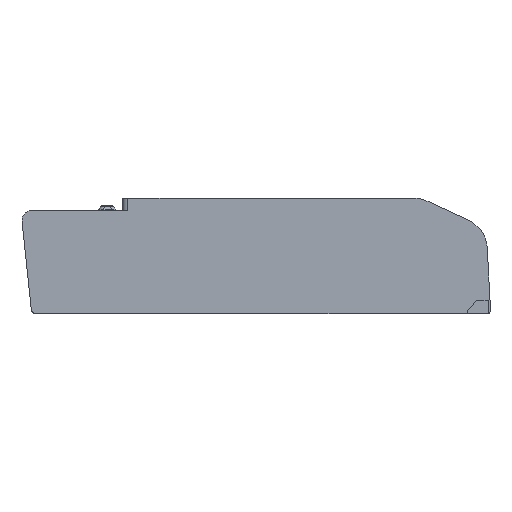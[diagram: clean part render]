
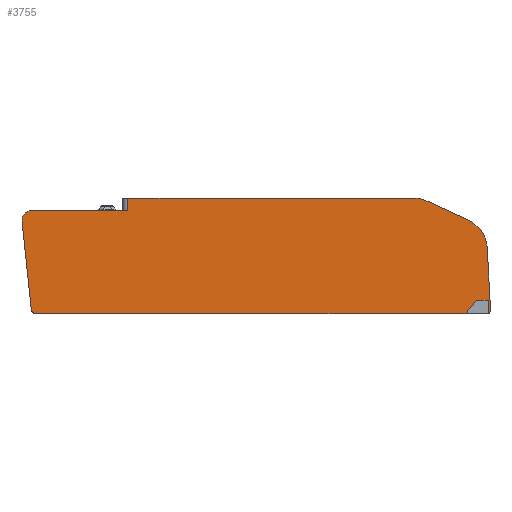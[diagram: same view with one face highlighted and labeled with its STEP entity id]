
A CAD part, left-side view. The second image highlights one B-rep face of the part: STEP entity #3755.
In plain terms, the highlighted planar face has unit normal (-1, 0, 0).
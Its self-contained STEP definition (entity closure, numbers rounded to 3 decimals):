
#159=CARTESIAN_POINT('',(0.95,0.25,0.25));
#160=DIRECTION('',(-1.,0.,0.));
#161=DIRECTION('',(0.,-0.2,-0.98));
#162=AXIS2_PLACEMENT_3D('',#159,#160,#161);
#190=DIRECTION('',(0.,0.,-1.));
#191=VECTOR('',#190,1.495);
#192=CARTESIAN_POINT('',(0.95,0.2,1.5));
#193=LINE('',#192,#191);
#210=DIRECTION('',(0.,0.052,0.999));
#211=VECTOR('',#210,5.908);
#212=CARTESIAN_POINT('',(0.95,0.,1.5));
#213=LINE('',#212,#211);
#214=DIRECTION('',(0.,-1.,0.));
#215=VECTOR('',#214,1.3);
#216=CARTESIAN_POINT('',(0.95,1.5,1.5));
#217=LINE('',#216,#215);
#218=DIRECTION('',(0.,0.643,-0.766));
#219=VECTOR('',#218,1.632);
#220=CARTESIAN_POINT('',(0.95,1.5,1.5));
#221=LINE('',#220,#219);
#222=DIRECTION('',(0.,0.,1.));
#223=VECTOR('',#222,0.25);
#224=CARTESIAN_POINT('',(0.95,2.55,0.));
#225=LINE('',#224,#223);
#226=DIRECTION('',(0.,1.,0.));
#227=VECTOR('',#226,48.067);
#228=CARTESIAN_POINT('',(0.95,2.55,0.));
#229=LINE('',#228,#227);
#230=CARTESIAN_POINT('',(0.95,50.617,0.5));
#231=DIRECTION('',(-1.,0.,0.));
#232=DIRECTION('',(0.,0.995,-0.105));
#233=AXIS2_PLACEMENT_3D('',#230,#231,#232);
#235=DIRECTION('',(0.,-0.105,-0.995));
#236=VECTOR('',#235,9.907);
#237=CARTESIAN_POINT('',(0.95,52.15,10.3));
#238=LINE('',#237,#236);
#239=DIRECTION('',(0.,0.,1.));
#240=VECTOR('',#239,0.18);
#241=CARTESIAN_POINT('',(0.95,52.15,10.3));
#242=LINE('',#241,#240);
#243=CARTESIAN_POINT('',(0.95,51.15,10.48));
#244=DIRECTION('',(-1.,0.,0.));
#245=DIRECTION('',(0.,0.,1.));
#246=AXIS2_PLACEMENT_3D('',#243,#244,#245);
#248=DIRECTION('',(0.,0.,-1.));
#249=VECTOR('',#248,1.42);
#250=CARTESIAN_POINT('',(0.95,40.35,12.9));
#251=LINE('',#250,#249);
#252=DIRECTION('',(0.,1.,0.));
#253=VECTOR('',#252,31.753);
#254=CARTESIAN_POINT('',(0.95,8.597,12.9));
#255=LINE('',#254,#253);
#256=CARTESIAN_POINT('',(0.95,8.597,8.9));
#257=DIRECTION('',(-1.,0.,0.));
#258=DIRECTION('',(0.,-0.423,0.906));
#259=AXIS2_PLACEMENT_3D('',#256,#257,#258);
#261=DIRECTION('',(0.,0.906,0.423));
#262=VECTOR('',#261,5.055);
#263=CARTESIAN_POINT('',(0.95,2.325,10.389));
#264=LINE('',#263,#262);
#265=CARTESIAN_POINT('',(0.95,3.804,7.217));
#266=DIRECTION('',(-1.,0.,0.));
#267=DIRECTION('',(0.,-0.999,0.052));
#268=AXIS2_PLACEMENT_3D('',#265,#266,#267);
#282=DIRECTION('',(0.,0.,1.));
#283=VECTOR('',#282,1.25);
#284=CARTESIAN_POINT('',(0.95,0.,0.25));
#285=LINE('',#284,#283);
#1378=DIRECTION('',(0.,1.,0.));
#1379=VECTOR('',#1378,10.8);
#1380=CARTESIAN_POINT('',(0.95,40.35,11.48));
#1381=LINE('',#1380,#1379);
#2720=CARTESIAN_POINT('',(0.95,1.5,1.5));
#2721=CARTESIAN_POINT('',(0.95,2.55,0.25));
#2722=VERTEX_POINT('',#2720);
#2723=VERTEX_POINT('',#2721);
#2724=CARTESIAN_POINT('',(0.95,2.55,0.));
#2726=VERTEX_POINT('',#2724);
#2729=CARTESIAN_POINT('',(0.95,52.15,10.3));
#2731=VERTEX_POINT('',#2729);
#2752=CARTESIAN_POINT('',(0.95,6.907,12.525));
#2753=VERTEX_POINT('',#2752);
#2754=CARTESIAN_POINT('',(0.95,8.597,12.9));
#2755=VERTEX_POINT('',#2754);
#2760=CARTESIAN_POINT('',(0.95,0.309,7.4));
#2761=VERTEX_POINT('',#2760);
#2762=CARTESIAN_POINT('',(0.95,2.325,10.389));
#2763=VERTEX_POINT('',#2762);
#2768=CARTESIAN_POINT('',(0.95,51.15,11.48));
#2769=VERTEX_POINT('',#2768);
#2770=CARTESIAN_POINT('',(0.95,52.15,10.48));
#2771=VERTEX_POINT('',#2770);
#3377=CARTESIAN_POINT('',(0.95,40.35,12.9));
#3378=VERTEX_POINT('',#3377);
#3379=CARTESIAN_POINT('',(0.95,40.35,11.48));
#3380=VERTEX_POINT('',#3379);
#3401=CARTESIAN_POINT('',(0.95,51.114,0.448));
#3402=VERTEX_POINT('',#3401);
#3403=CARTESIAN_POINT('',(0.95,50.617,0.));
#3404=VERTEX_POINT('',#3403);
#3417=CARTESIAN_POINT('',(0.95,0.,0.25));
#3418=CARTESIAN_POINT('',(0.95,0.,1.5));
#3419=VERTEX_POINT('',#3417);
#3420=VERTEX_POINT('',#3418);
#3423=CARTESIAN_POINT('',(0.95,0.2,1.5));
#3424=VERTEX_POINT('',#3423);
#3427=CARTESIAN_POINT('',(0.95,0.2,0.005));
#3428=VERTEX_POINT('',#3427);
#3718=CARTESIAN_POINT('',(0.95,26.15,6.45));
#3719=DIRECTION('',(-1.,0.,0.));
#3720=DIRECTION('',(0.,-1.,0.));
#3721=AXIS2_PLACEMENT_3D('',#3718,#3719,#3720);
#3722=PLANE('',#3721);
#3724=ORIENTED_EDGE('',*,*,#3723,.F.);
#3726=ORIENTED_EDGE('',*,*,#3725,.F.);
#3727=ORIENTED_EDGE('',*,*,#3637,.F.);
#3728=ORIENTED_EDGE('',*,*,#3671,.F.);
#3729=ORIENTED_EDGE('',*,*,#3686,.F.);
#3730=ORIENTED_EDGE('',*,*,#3699,.T.);
#3731=ORIENTED_EDGE('',*,*,#3711,.F.);
#3732=ORIENTED_EDGE('',*,*,#3480,.T.);
#3734=ORIENTED_EDGE('',*,*,#3733,.F.);
#3736=ORIENTED_EDGE('',*,*,#3735,.F.);
#3738=ORIENTED_EDGE('',*,*,#3737,.T.);
#3740=ORIENTED_EDGE('',*,*,#3739,.F.);
#3742=ORIENTED_EDGE('',*,*,#3741,.F.);
#3744=ORIENTED_EDGE('',*,*,#3743,.F.);
#3746=ORIENTED_EDGE('',*,*,#3745,.F.);
#3748=ORIENTED_EDGE('',*,*,#3747,.F.);
#3750=ORIENTED_EDGE('',*,*,#3749,.F.);
#3752=ORIENTED_EDGE('',*,*,#3751,.F.);
#3753=EDGE_LOOP('',(#3724,#3726,#3727,#3728,#3729,#3730,#3731,#3732,#3734,#3736,
#3738,#3740,#3742,#3744,#3746,#3748,#3750,#3752));
#3754=FACE_OUTER_BOUND('',#3753,.F.);
#3755=ADVANCED_FACE('',(#3754),#3722,.T.);
#163=CIRCLE('',#162,0.25);
#234=CIRCLE('',#233,0.5);
#247=CIRCLE('',#246,1.);
#260=CIRCLE('',#259,4.);
#269=CIRCLE('',#268,3.5);
#3480=EDGE_CURVE('',#2726,#3404,#229,.T.);
#3637=EDGE_CURVE('',#3428,#3419,#163,.T.);
#3671=EDGE_CURVE('',#3424,#3428,#193,.T.);
#3686=EDGE_CURVE('',#2722,#3424,#217,.T.);
#3699=EDGE_CURVE('',#2722,#2723,#221,.T.);
#3711=EDGE_CURVE('',#2726,#2723,#225,.T.);
#3723=EDGE_CURVE('',#3420,#2761,#213,.T.);
#3725=EDGE_CURVE('',#3419,#3420,#285,.T.);
#3733=EDGE_CURVE('',#3402,#3404,#234,.T.);
#3735=EDGE_CURVE('',#2731,#3402,#238,.T.);
#3737=EDGE_CURVE('',#2731,#2771,#242,.T.);
#3739=EDGE_CURVE('',#2769,#2771,#247,.T.);
#3741=EDGE_CURVE('',#3380,#2769,#1381,.T.);
#3743=EDGE_CURVE('',#3378,#3380,#251,.T.);
#3745=EDGE_CURVE('',#2755,#3378,#255,.T.);
#3747=EDGE_CURVE('',#2753,#2755,#260,.T.);
#3749=EDGE_CURVE('',#2763,#2753,#264,.T.);
#3751=EDGE_CURVE('',#2761,#2763,#269,.T.);
